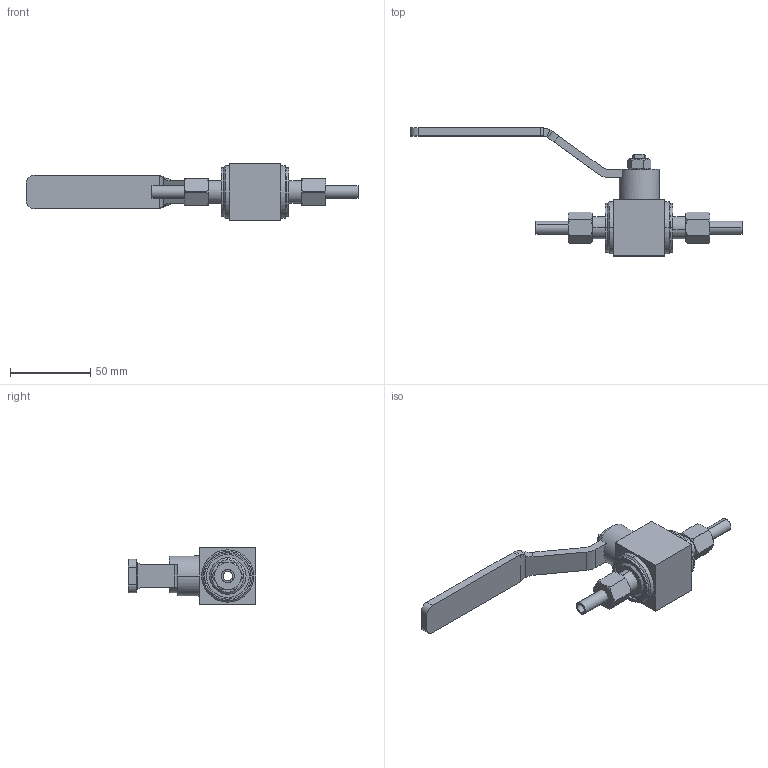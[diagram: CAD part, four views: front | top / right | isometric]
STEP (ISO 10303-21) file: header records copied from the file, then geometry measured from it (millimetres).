
FILE_DESCRIPTION (( 'STEP AP203' ), '1' );
FILE_NAME ('1692.6-250Íèï8.STEP', '2017-02-28T17:37:07', ( '' ), ( '' ), 'SwSTEP 2.0', 'SolidWorks 2016', '' );
FILE_SCHEMA (( 'CONFIG_CONTROL_DESIGN' ));
Products named in the file (1): 1692.6-250ﾍ韵8
Bounding box: 207.47 x 79.96 x 35.2 mm (x, y, z)
Volume: 61111 mm3; surface area: 35030.2 mm2
Topology: 6 solids, 7 shells, 1457 faces, 4052 edges, 2680 vertices
Faces by surface type: cylinder 767, plane 603, cone 75, bspline 8, torus 4
Entity records: 48045 total; most frequent: CARTESIAN_POINT 9194, DIRECTION 8469, ORIENTED_EDGE 8104, EDGE_CURVE 4052, AXIS2_PLACEMENT_3D 3070, VERTEX_POINT 2680, LINE 2329, VECTOR 2329
